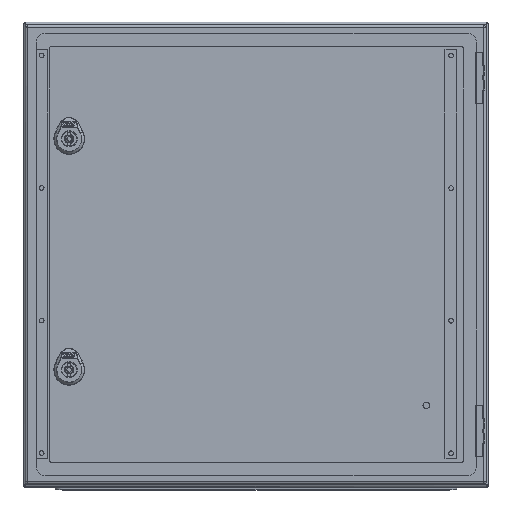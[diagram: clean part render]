
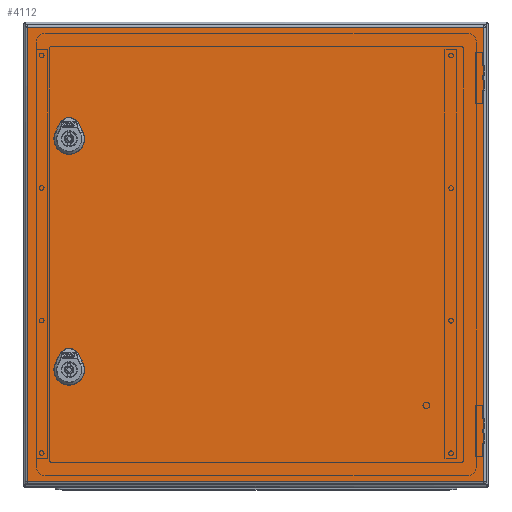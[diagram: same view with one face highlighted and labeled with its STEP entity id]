
A CAD part, top view. The second image highlights one B-rep face of the part: STEP entity #4112.
In plain terms, the highlighted face is planar.
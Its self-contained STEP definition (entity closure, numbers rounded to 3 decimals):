
#731=FACE_BOUND('',#6421,.T.);
#732=FACE_BOUND('',#6422,.T.);
#733=FACE_BOUND('',#6423,.T.);
#4112=ADVANCED_FACE('',(#731,#732,#733),#4870,.F.);
#4870=PLANE('',#19721);
#6421=EDGE_LOOP('',(#10248,#10249,#10250,#10251,#10252,#10253,#10254,#10255));
#6422=EDGE_LOOP('',(#10256,#10257,#10258,#10259,#10260,#10261,#10262,#10263));
#6423=EDGE_LOOP('',(#10264,#10265,#10266,#10267));
#7482=CIRCLE('',#19713,11.25);
#7483=CIRCLE('',#19714,11.25);
#7484=CIRCLE('',#19715,11.25);
#7485=CIRCLE('',#19716,11.25);
#7486=CIRCLE('',#19717,11.25);
#7487=CIRCLE('',#19718,11.25);
#7488=CIRCLE('',#19719,11.25);
#7489=CIRCLE('',#19720,11.25);
#10248=ORIENTED_EDGE('',*,*,#15353,.T.);
#10249=ORIENTED_EDGE('',*,*,#15354,.T.);
#10250=ORIENTED_EDGE('',*,*,#15355,.T.);
#10251=ORIENTED_EDGE('',*,*,#15356,.T.);
#10252=ORIENTED_EDGE('',*,*,#15357,.T.);
#10253=ORIENTED_EDGE('',*,*,#15358,.T.);
#10254=ORIENTED_EDGE('',*,*,#15359,.T.);
#10255=ORIENTED_EDGE('',*,*,#15360,.T.);
#10256=ORIENTED_EDGE('',*,*,#15361,.T.);
#10257=ORIENTED_EDGE('',*,*,#15362,.T.);
#10258=ORIENTED_EDGE('',*,*,#15363,.T.);
#10259=ORIENTED_EDGE('',*,*,#15364,.T.);
#10260=ORIENTED_EDGE('',*,*,#15365,.T.);
#10261=ORIENTED_EDGE('',*,*,#15366,.T.);
#10262=ORIENTED_EDGE('',*,*,#15367,.T.);
#10263=ORIENTED_EDGE('',*,*,#15368,.T.);
#10264=ORIENTED_EDGE('',*,*,#15369,.T.);
#10265=ORIENTED_EDGE('',*,*,#15370,.T.);
#10266=ORIENTED_EDGE('',*,*,#15371,.T.);
#10267=ORIENTED_EDGE('',*,*,#15372,.T.);
#13494=VERTEX_POINT('',#34860);
#13495=VERTEX_POINT('',#34861);
#13496=VERTEX_POINT('',#34863);
#13497=VERTEX_POINT('',#34865);
#13498=VERTEX_POINT('',#34867);
#13499=VERTEX_POINT('',#34869);
#13500=VERTEX_POINT('',#34871);
#13501=VERTEX_POINT('',#34873);
#13502=VERTEX_POINT('',#34876);
#13503=VERTEX_POINT('',#34877);
#13504=VERTEX_POINT('',#34879);
#13505=VERTEX_POINT('',#34881);
#13506=VERTEX_POINT('',#34883);
#13507=VERTEX_POINT('',#34885);
#13508=VERTEX_POINT('',#34887);
#13509=VERTEX_POINT('',#34889);
#13510=VERTEX_POINT('',#34892);
#13511=VERTEX_POINT('',#34893);
#13512=VERTEX_POINT('',#34895);
#13513=VERTEX_POINT('',#34897);
#15353=EDGE_CURVE('',#13494,#13495,#17144,.T.);
#15354=EDGE_CURVE('',#13495,#13496,#7482,.T.);
#15355=EDGE_CURVE('',#13496,#13497,#17145,.T.);
#15356=EDGE_CURVE('',#13497,#13498,#7483,.T.);
#15357=EDGE_CURVE('',#13498,#13499,#17146,.T.);
#15358=EDGE_CURVE('',#13499,#13500,#7484,.T.);
#15359=EDGE_CURVE('',#13500,#13501,#17147,.T.);
#15360=EDGE_CURVE('',#13501,#13494,#7485,.T.);
#15361=EDGE_CURVE('',#13502,#13503,#17148,.T.);
#15362=EDGE_CURVE('',#13503,#13504,#7486,.T.);
#15363=EDGE_CURVE('',#13504,#13505,#17149,.T.);
#15364=EDGE_CURVE('',#13505,#13506,#7487,.T.);
#15365=EDGE_CURVE('',#13506,#13507,#17150,.T.);
#15366=EDGE_CURVE('',#13507,#13508,#7488,.T.);
#15367=EDGE_CURVE('',#13508,#13509,#17151,.T.);
#15368=EDGE_CURVE('',#13509,#13502,#7489,.T.);
#15369=EDGE_CURVE('',#13510,#13511,#17152,.T.);
#15370=EDGE_CURVE('',#13511,#13512,#17153,.T.);
#15371=EDGE_CURVE('',#13512,#13513,#17154,.T.);
#15372=EDGE_CURVE('',#13513,#13510,#17155,.T.);
#17144=LINE('',#34859,#18358);
#17145=LINE('',#34864,#18359);
#17146=LINE('',#34868,#18360);
#17147=LINE('',#34872,#18361);
#17148=LINE('',#34875,#18362);
#17149=LINE('',#34880,#18363);
#17150=LINE('',#34884,#18364);
#17151=LINE('',#34888,#18365);
#17152=LINE('',#34891,#18366);
#17153=LINE('',#34894,#18367);
#17154=LINE('',#34896,#18368);
#17155=LINE('',#34898,#18369);
#18358=VECTOR('',#22446,1.);
#18359=VECTOR('',#22449,1.);
#18360=VECTOR('',#22452,1.);
#18361=VECTOR('',#22455,1.);
#18362=VECTOR('',#22458,1.);
#18363=VECTOR('',#22461,1.);
#18364=VECTOR('',#22464,1.);
#18365=VECTOR('',#22467,1.);
#18366=VECTOR('',#22470,1.);
#18367=VECTOR('',#22471,1.);
#18368=VECTOR('',#22472,1.);
#18369=VECTOR('',#22473,1.);
#19713=AXIS2_PLACEMENT_3D('',#34862,#22447,#22448);
#19714=AXIS2_PLACEMENT_3D('',#34866,#22450,#22451);
#19715=AXIS2_PLACEMENT_3D('',#34870,#22453,#22454);
#19716=AXIS2_PLACEMENT_3D('',#34874,#22456,#22457);
#19717=AXIS2_PLACEMENT_3D('',#34878,#22459,#22460);
#19718=AXIS2_PLACEMENT_3D('',#34882,#22462,#22463);
#19719=AXIS2_PLACEMENT_3D('',#34886,#22465,#22466);
#19720=AXIS2_PLACEMENT_3D('',#34890,#22468,#22469);
#19721=AXIS2_PLACEMENT_3D('',#34899,#22474,#22475);
#22446=DIRECTION('',(-1.,0.,0.));
#22447=DIRECTION('',(0.,0.,1.));
#22448=DIRECTION('',(1.,0.,0.));
#22449=DIRECTION('',(0.,-1.,0.));
#22450=DIRECTION('',(0.,0.,1.));
#22451=DIRECTION('',(1.,0.,0.));
#22452=DIRECTION('',(1.,0.,0.));
#22453=DIRECTION('',(0.,0.,1.));
#22454=DIRECTION('',(1.,0.,0.));
#22455=DIRECTION('',(0.,1.,0.));
#22456=DIRECTION('',(0.,0.,1.));
#22457=DIRECTION('',(1.,0.,0.));
#22458=DIRECTION('',(-1.,0.,0.));
#22459=DIRECTION('',(0.,0.,1.));
#22460=DIRECTION('',(1.,0.,0.));
#22461=DIRECTION('',(0.,-1.,0.));
#22462=DIRECTION('',(0.,0.,1.));
#22463=DIRECTION('',(1.,0.,0.));
#22464=DIRECTION('',(1.,0.,0.));
#22465=DIRECTION('',(0.,0.,1.));
#22466=DIRECTION('',(1.,0.,0.));
#22467=DIRECTION('',(0.,1.,0.));
#22468=DIRECTION('',(0.,0.,1.));
#22469=DIRECTION('',(1.,0.,0.));
#22470=DIRECTION('',(0.,1.,0.));
#22471=DIRECTION('',(1.,0.,0.));
#22472=DIRECTION('',(0.,-1.,0.));
#22473=DIRECTION('',(-1.,0.,0.));
#22474=DIRECTION('',(0.,0.,1.));
#22475=DIRECTION('',(1.,0.,0.));
#34859=CARTESIAN_POINT('',(-245.65,-114.,0.));
#34860=CARTESIAN_POINT('',(205.396,-114.,0.));
#34861=CARTESIAN_POINT('',(195.904,-114.,0.));
#34862=CARTESIAN_POINT('',(200.65,-124.2,0.));
#34863=CARTESIAN_POINT('',(190.45,-119.454,0.));
#34864=CARTESIAN_POINT('',(190.45,-244.7,0.));
#34865=CARTESIAN_POINT('',(190.45,-128.946,0.));
#34866=CARTESIAN_POINT('',(200.65,-124.2,0.));
#34867=CARTESIAN_POINT('',(195.904,-134.4,0.));
#34868=CARTESIAN_POINT('',(-245.65,-134.4,0.));
#34869=CARTESIAN_POINT('',(205.396,-134.4,0.));
#34870=CARTESIAN_POINT('',(200.65,-124.2,0.));
#34871=CARTESIAN_POINT('',(210.85,-128.946,0.));
#34872=CARTESIAN_POINT('',(210.85,-244.7,0.));
#34873=CARTESIAN_POINT('',(210.85,-119.454,0.));
#34874=CARTESIAN_POINT('',(200.65,-124.2,0.));
#34875=CARTESIAN_POINT('',(-245.65,134.4,0.));
#34876=CARTESIAN_POINT('',(205.396,134.4,0.));
#34877=CARTESIAN_POINT('',(195.904,134.4,0.));
#34878=CARTESIAN_POINT('',(200.65,124.2,0.));
#34879=CARTESIAN_POINT('',(190.45,128.946,0.));
#34880=CARTESIAN_POINT('',(190.45,-244.7,0.));
#34881=CARTESIAN_POINT('',(190.45,119.454,0.));
#34882=CARTESIAN_POINT('',(200.65,124.2,0.));
#34883=CARTESIAN_POINT('',(195.904,114.,0.));
#34884=CARTESIAN_POINT('',(-245.65,114.,0.));
#34885=CARTESIAN_POINT('',(205.396,114.,0.));
#34886=CARTESIAN_POINT('',(200.65,124.2,0.));
#34887=CARTESIAN_POINT('',(210.85,119.454,0.));
#34888=CARTESIAN_POINT('',(210.85,-244.7,0.));
#34889=CARTESIAN_POINT('',(210.85,128.946,0.));
#34890=CARTESIAN_POINT('',(200.65,124.2,0.));
#34891=CARTESIAN_POINT('',(-245.35,-244.7,0.));
#34892=CARTESIAN_POINT('',(-245.35,-244.4,0.));
#34893=CARTESIAN_POINT('',(-245.35,244.4,0.));
#34894=CARTESIAN_POINT('',(-245.65,244.4,0.));
#34895=CARTESIAN_POINT('',(245.35,244.4,0.));
#34896=CARTESIAN_POINT('',(245.35,-244.7,0.));
#34897=CARTESIAN_POINT('',(245.35,-244.4,0.));
#34898=CARTESIAN_POINT('',(-245.65,-244.4,0.));
#34899=CARTESIAN_POINT('',(-245.65,-244.7,0.));
